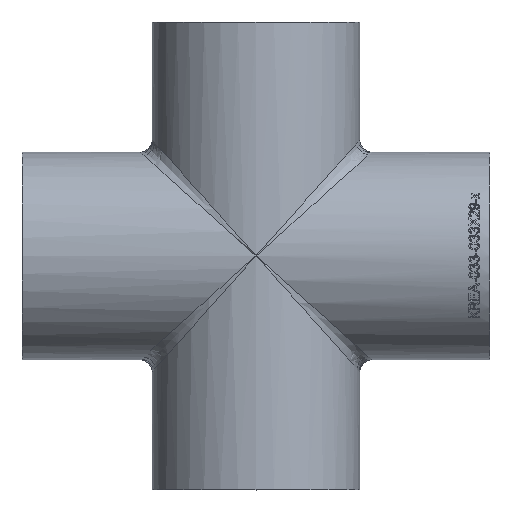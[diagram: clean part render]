
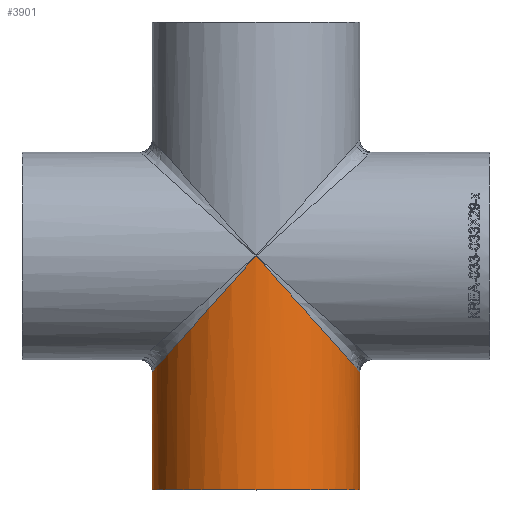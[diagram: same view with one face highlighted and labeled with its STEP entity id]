
A CAD part, top view. The second image highlights one B-rep face of the part: STEP entity #3901.
In plain terms, the highlighted cylindrical face has radius 16.85 mm (diameter 33.7 mm), a full revolution.
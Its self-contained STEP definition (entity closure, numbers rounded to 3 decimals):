
#840 = AXIS2_PLACEMENT_3D ( 'NONE', #9055, #18248, #13107 ) ;
#1293 = VERTEX_POINT ( 'NONE', #6659 ) ;
#1988 = CARTESIAN_POINT ( 'NONE',  ( 0., 0., 16.85 ) ) ;
#2982 = EDGE_CURVE ( 'NONE', #1293, #1293, #8277, .T. ) ;
#3311 = DIRECTION ( 'NONE',  ( 0., 1., 0. ) ) ;
#3901 = ADVANCED_FACE ( 'NONE', ( #7313, #18130 ), #21773, .T. ) ;
#5044 = CARTESIAN_POINT ( 'NONE',  ( 0., -38., 0. ) ) ;
#5195 =( BOUNDED_CURVE ( )  B_SPLINE_CURVE ( 3, ( #1988, #19839, #5257, #8988 ),
 .UNSPECIFIED., .F., .F. ) 
 B_SPLINE_CURVE_WITH_KNOTS ( ( 4, 4 ),
 ( 4.712, 7.854 ),
 .UNSPECIFIED. ) 
 CURVE ( )  GEOMETRIC_REPRESENTATION_ITEM ( )  RATIONAL_B_SPLINE_CURVE ( ( 1., 0.333, 0.333, 1. ) ) 
 REPRESENTATION_ITEM ( '' )  );
#5257 = CARTESIAN_POINT ( 'NONE',  ( -33.7, -37.7, -16.85 ) ) ;
#5466 = ORIENTED_EDGE ( 'NONE', *, *, #2982, .T. ) ;
#6011 = ORIENTED_EDGE ( 'NONE', *, *, #20236, .T. ) ;
#6659 = CARTESIAN_POINT ( 'NONE',  ( 0., -38., 16.85 ) ) ;
#7313 = FACE_OUTER_BOUND ( 'NONE', #7344, .T. ) ;
#7344 = EDGE_LOOP ( 'NONE', ( #8077, #6011 ) ) ;
#7892 = AXIS2_PLACEMENT_3D ( 'NONE', #5044, #3311, #8659 ) ;
#7911 = CARTESIAN_POINT ( 'NONE',  ( 0., 0., -16.85 ) ) ;
#8077 = ORIENTED_EDGE ( 'NONE', *, *, #14935, .T. ) ;
#8191 =( BOUNDED_CURVE ( )  B_SPLINE_CURVE ( 3, ( #7911, #22389, #16853, #9535 ),
 .UNSPECIFIED., .F., .F. ) 
 B_SPLINE_CURVE_WITH_KNOTS ( ( 4, 4 ),
 ( 1.571, 4.712 ),
 .UNSPECIFIED. ) 
 CURVE ( )  GEOMETRIC_REPRESENTATION_ITEM ( )  RATIONAL_B_SPLINE_CURVE ( ( 1., 0.333, 0.333, 1. ) ) 
 REPRESENTATION_ITEM ( '' )  );
#8277 = CIRCLE ( 'NONE', #7892, 16.85 ) ;
#8298 = CARTESIAN_POINT ( 'NONE',  ( 0., 0., -16.85 ) ) ;
#8659 = DIRECTION ( 'NONE',  ( 0., 0., 1. ) ) ;
#8988 = CARTESIAN_POINT ( 'NONE',  ( 0., 0., -16.85 ) ) ;
#9055 = CARTESIAN_POINT ( 'NONE',  ( 0., 38., 0. ) ) ;
#9535 = CARTESIAN_POINT ( 'NONE',  ( 0., 0., 16.85 ) ) ;
#11874 = CARTESIAN_POINT ( 'NONE',  ( 0., 0., 16.85 ) ) ;
#13107 = DIRECTION ( 'NONE',  ( 0., 0., -1. ) ) ;
#14935 = EDGE_CURVE ( 'NONE', #17138, #21566, #8191, .T. ) ;
#16853 = CARTESIAN_POINT ( 'NONE',  ( 33.7, -37.7, 16.85 ) ) ;
#17138 = VERTEX_POINT ( 'NONE', #8298 ) ;
#18130 = FACE_OUTER_BOUND ( 'NONE', #20044, .T. ) ;
#18248 = DIRECTION ( 'NONE',  ( 0., -1., 0. ) ) ;
#19839 = CARTESIAN_POINT ( 'NONE',  ( -33.7, -37.7, 16.85 ) ) ;
#20044 = EDGE_LOOP ( 'NONE', ( #5466 ) ) ;
#20236 = EDGE_CURVE ( 'NONE', #21566, #17138, #5195, .T. ) ;
#21566 = VERTEX_POINT ( 'NONE', #11874 ) ;
#21773 = CYLINDRICAL_SURFACE ( 'NONE', #840, 16.85 ) ;
#22389 = CARTESIAN_POINT ( 'NONE',  ( 33.7, -37.7, -16.85 ) ) ;
